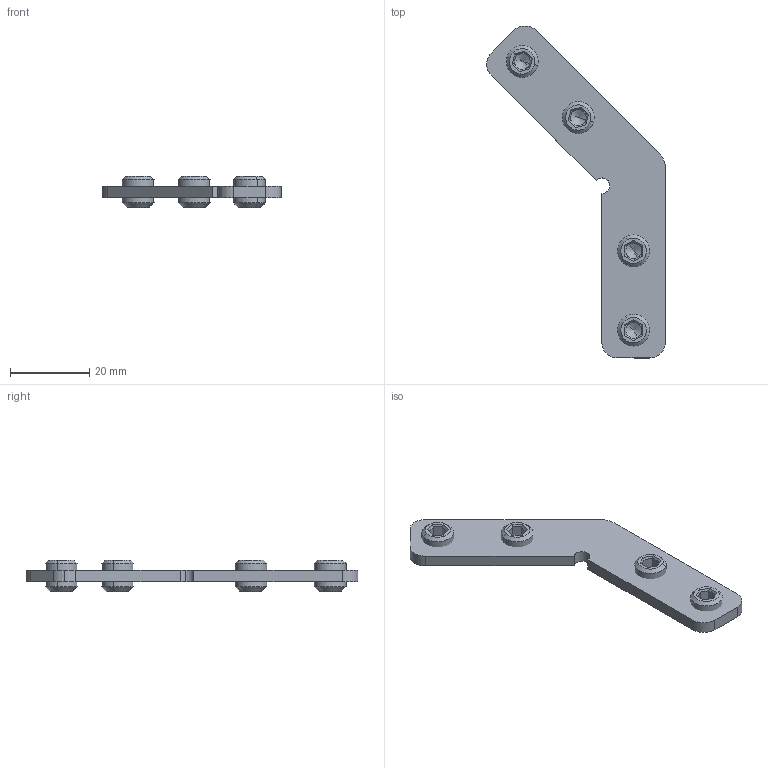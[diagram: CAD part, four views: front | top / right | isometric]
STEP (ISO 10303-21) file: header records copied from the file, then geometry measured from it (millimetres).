
FILE_DESCRIPTION(('STEP AP214'),'1');
FILE_NAME('fath_099gv0845.stp','2017-10-09T07:57:33',('TraceParts'),('TraceParts S.A.'),'Spatial InterOp 3D',' ',' ');
FILE_SCHEMA(('automotive_design'));
Length unit declared in the file: millimetre
Products named in the file (5): fath_099gv0845_1; fath_099gv0845_2; fath_099gv0845_3; fath_099gv0845_4; fath_099gv0845_5
Bounding box: 45.01 x 83.68 x 8 mm (x, y, z)
Volume: 5159.1 mm3; surface area: 4931.9 mm2
Topology: 5 solids, 5 shells, 136 faces, 306 edges, 176 vertices
Faces by surface type: plane 88, cylinder 24, cone 24
Entity records: 4867 total; most frequent: DIRECTION 668, CARTESIAN_POINT 615, ORIENTED_EDGE 596, EDGE_CURVE 298, AXIS2_PLACEMENT_3D 229, LINE 210, VECTOR 210, VERTEX_POINT 176
